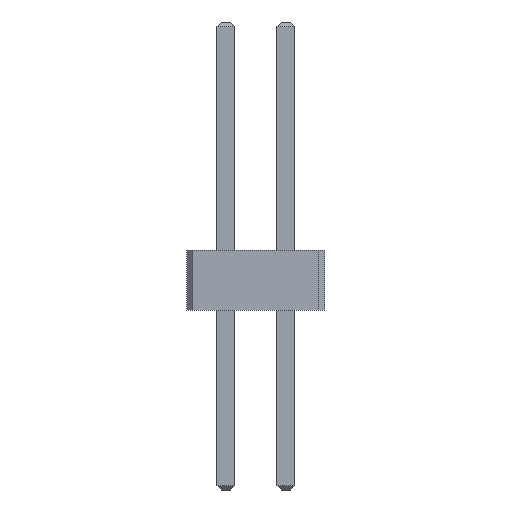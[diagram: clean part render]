
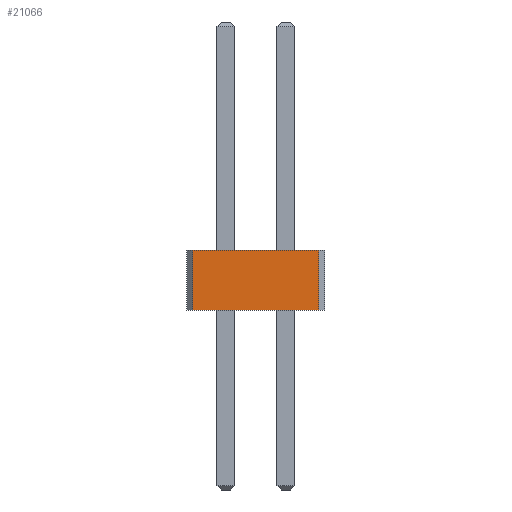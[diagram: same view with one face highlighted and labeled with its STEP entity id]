
A CAD part, front view. The second image highlights one B-rep face of the part: STEP entity #21066.
In plain terms, the highlighted planar face has unit normal (0, -1, 0).
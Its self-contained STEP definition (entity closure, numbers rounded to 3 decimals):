
#13=DIRECTION('',(0.,0.,1.));
#28=VECTOR('',#13,1.);
#35=DIRECTION('',(0.,1.,0.));
#47=DIRECTION('',(1.,0.,0.));
#62=VECTOR('',#47,1.);
#21053=VERTEX_POINT('',#21054);
#21054=CARTESIAN_POINT('',(-0.55,-39.5,1.));
#21057=EDGE_CURVE('',#21058,#21053,#21060,.T.);
#21058=VERTEX_POINT('',#21059);
#21059=CARTESIAN_POINT('',(-0.55,-39.5,0.));
#21060=LINE('',#21059,#28);
#21066=ADVANCED_FACE('',(#21067),#21083,.F.);
#21067=FACE_BOUND('',#21068,.F.);
#21068=EDGE_LOOP('',(#21069,#21070,#21075,#21080));
#21069=ORIENTED_EDGE('',*,*,#21057,.T.);
#21070=ORIENTED_EDGE('',*,*,#21071,.T.);
#21071=EDGE_CURVE('',#21053,#21072,#21074,.T.);
#21072=VERTEX_POINT('',#21073);
#21073=CARTESIAN_POINT('',(1.55,-39.5,1.));
#21074=LINE('',#21054,#62);
#21075=ORIENTED_EDGE('',*,*,#21076,.F.);
#21076=EDGE_CURVE('',#21077,#21072,#21079,.T.);
#21077=VERTEX_POINT('',#21078);
#21078=CARTESIAN_POINT('',(1.55,-39.5,0.));
#21079=LINE('',#21078,#28);
#21080=ORIENTED_EDGE('',*,*,#21081,.F.);
#21081=EDGE_CURVE('',#21058,#21077,#21082,.T.);
#21082=LINE('',#21059,#62);
#21083=PLANE('',#21084);
#21084=AXIS2_PLACEMENT_3D('',#21059,#35,#47);
